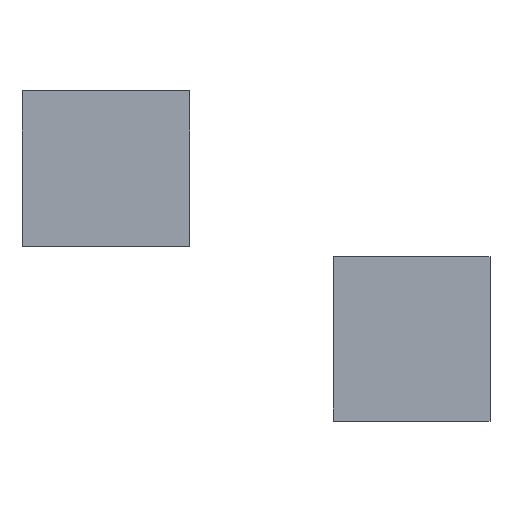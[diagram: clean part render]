
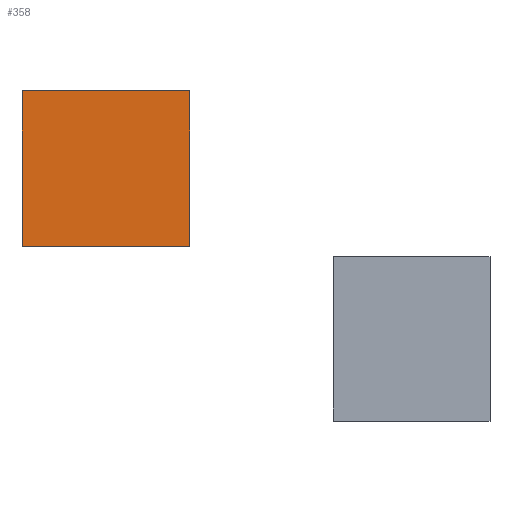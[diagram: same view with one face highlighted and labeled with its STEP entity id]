
A CAD part, top view. The second image highlights one B-rep face of the part: STEP entity #358.
In plain terms, the highlighted planar face has unit normal (0, 0, 1).
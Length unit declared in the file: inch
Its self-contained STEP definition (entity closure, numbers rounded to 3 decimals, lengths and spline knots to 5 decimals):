
#16 = EDGE_CURVE ( 'NONE', #354, #347, #183, .T. ) ;
#38 = ORIENTED_EDGE ( 'NONE', *, *, #16, .T. ) ;
#54 = CARTESIAN_POINT ( 'NONE',  ( -3.01364, 2.66591, 0.1 ) ) ;
#63 = EDGE_CURVE ( 'NONE', #330, #317, #282, .T. ) ;
#105 = FACE_OUTER_BOUND ( 'NONE', #345, .T. ) ;
#106 = PLANE ( 'NONE',  #107 ) ;
#107 = AXIS2_PLACEMENT_3D ( 'NONE', #108, #109, #110 ) ;
#108 = CARTESIAN_POINT ( 'NONE',  ( -3.01364, 1.00455, 0.1 ) ) ;
#109 = DIRECTION ( 'NONE',  ( 0., 0., 1. ) ) ;
#110 = DIRECTION ( 'NONE',  ( 1., 0., 0. ) ) ;
#134 = ORIENTED_EDGE ( 'NONE', *, *, #63, .T. ) ;
#178 = LINE ( 'NONE', #179, #180 ) ;
#179 = CARTESIAN_POINT ( 'NONE',  ( -3.01364, 1.00455, 0.1 ) ) ;
#180 = VECTOR ( 'NONE', #181, 39.37008 ) ;
#181 = DIRECTION ( 'NONE',  ( 1., 0., 0. ) ) ;
#183 = LINE ( 'NONE', #184, #185 ) ;
#184 = CARTESIAN_POINT ( 'NONE',  ( -3.01364, 2.66591, 0.1 ) ) ;
#185 = VECTOR ( 'NONE', #186, 39.37008 ) ;
#186 = DIRECTION ( 'NONE',  ( 0., -1., 0. ) ) ;
#187 = CARTESIAN_POINT ( 'NONE',  ( -1.21705, 2.66591, 0.1 ) ) ;
#225 = CARTESIAN_POINT ( 'NONE',  ( -1.21705, 1.00455, 0.1 ) ) ;
#236 = LINE ( 'NONE', #237, #238 ) ;
#237 = CARTESIAN_POINT ( 'NONE',  ( -3.01364, 2.66591, 0.1 ) ) ;
#238 = VECTOR ( 'NONE', #239, 39.37008 ) ;
#239 = DIRECTION ( 'NONE',  ( -1., 0., 0. ) ) ;
#262 = CARTESIAN_POINT ( 'NONE',  ( -3.01364, 1.00455, 0.1 ) ) ;
#275 = EDGE_CURVE ( 'NONE', #347, #330, #178, .T. ) ;
#282 = LINE ( 'NONE', #283, #284 ) ;
#283 = CARTESIAN_POINT ( 'NONE',  ( -1.21705, 2.66591, 0.1 ) ) ;
#284 = VECTOR ( 'NONE', #285, 39.37008 ) ;
#285 = DIRECTION ( 'NONE',  ( 0., 1., 0. ) ) ;
#317 = VERTEX_POINT ( 'NONE', #187 ) ;
#330 = VERTEX_POINT ( 'NONE', #225 ) ;
#341 = EDGE_CURVE ( 'NONE', #317, #354, #236, .T. ) ;
#345 = EDGE_LOOP ( 'NONE', ( #38, #351, #134, #360 ) ) ;
#347 = VERTEX_POINT ( 'NONE', #262 ) ;
#351 = ORIENTED_EDGE ( 'NONE', *, *, #275, .T. ) ;
#354 = VERTEX_POINT ( 'NONE', #54 ) ;
#358 = ADVANCED_FACE ( 'NONE', ( #105 ), #106, .T. ) ;
#360 = ORIENTED_EDGE ( 'NONE', *, *, #341, .T. ) ;
